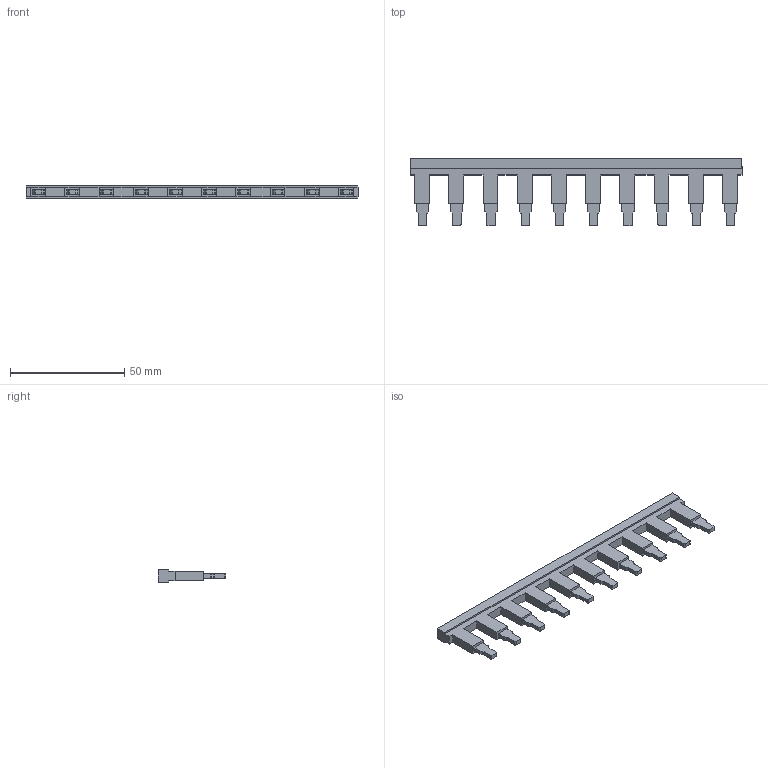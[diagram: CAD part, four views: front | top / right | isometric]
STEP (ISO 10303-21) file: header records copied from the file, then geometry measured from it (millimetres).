
FILE_DESCRIPTION (( 'STEP AP203' ), '1' );
FILE_NAME ('10''LU - 35 ÜST KÖPRÜ.STEP', '2020-03-25T10:27:37', ( '' ), ( '' ), 'SwSTEP 2.0', 'SolidWorks 2011', '' );
FILE_SCHEMA (( 'CONFIG_CONTROL_DESIGN' ));
Length unit declared in the file: millimetre
Products named in the file (1): 10''LU - 35 ÜST KÖPRÜ
Bounding box: 145.5 x 29.5 x 5.5 mm (x, y, z)
Volume: 9348.5 mm3; surface area: 7608.1 mm2
Topology: 1 solids, 1 shells, 200 faces, 564 edges, 376 vertices
Faces by surface type: plane 140, cylinder 60
Entity records: 6525 total; most frequent: CARTESIAN_POINT 1141, ORIENTED_EDGE 1128, DIRECTION 1086, EDGE_CURVE 564, VECTOR 444, LINE 444, VERTEX_POINT 376, AXIS2_PLACEMENT_3D 321
